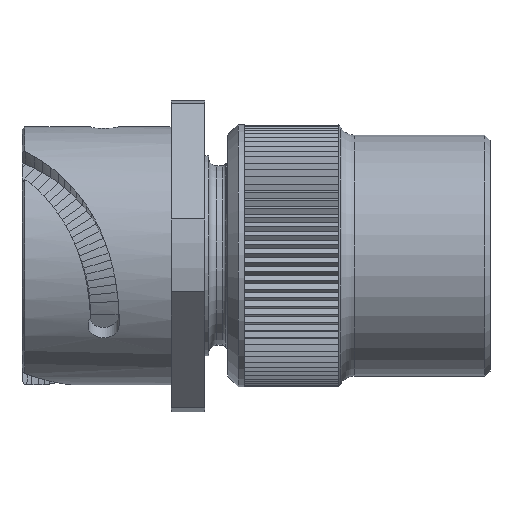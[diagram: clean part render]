
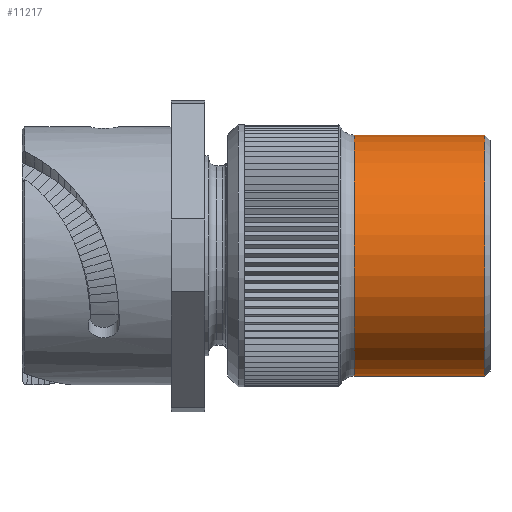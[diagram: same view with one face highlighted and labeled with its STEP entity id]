
A CAD part, top view. The second image highlights one B-rep face of the part: STEP entity #11217.
In plain terms, the highlighted cylindrical face has radius 11.5 mm (diameter 23 mm), a partial arc.
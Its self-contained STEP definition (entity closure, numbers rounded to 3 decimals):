
#45=CARTESIAN_POINT('',(24.5,0.,0.));
#46=DIRECTION('',(1.,0.,0.));
#47=DIRECTION('',(0.,1.,0.));
#48=AXIS2_PLACEMENT_3D('',#45,#46,#47);
#50=DIRECTION('',(-1.,0.,0.));
#51=VECTOR('',#50,12.457);
#52=CARTESIAN_POINT('',(24.5,11.5,0.));
#53=LINE('952',#52,#51);
#54=DIRECTION('',(-1.,0.,0.));
#55=VECTOR('',#54,12.457);
#56=CARTESIAN_POINT('',(24.5,-11.5,0.));
#57=LINE('954',#56,#55);
#78=CARTESIAN_POINT('',(12.043,0.,0.));
#79=DIRECTION('',(1.,0.,0.));
#80=DIRECTION('',(0.,1.,0.));
#81=AXIS2_PLACEMENT_3D('',#78,#79,#80);
#8889=CARTESIAN_POINT('',(24.5,11.5,0.));
#8890=CARTESIAN_POINT('',(12.043,11.5,0.));
#8891=VERTEX_POINT('',#8889);
#8892=VERTEX_POINT('',#8890);
#8897=CARTESIAN_POINT('',(24.5,-11.5,0.));
#8898=CARTESIAN_POINT('',(12.043,-11.5,0.));
#8899=VERTEX_POINT('',#8897);
#8900=VERTEX_POINT('',#8898);
#11203=CARTESIAN_POINT('',(-1.25,0.,0.));
#11204=DIRECTION('',(1.,0.,0.));
#11205=DIRECTION('',(0.,-1.,0.));
#11206=AXIS2_PLACEMENT_3D('',#11203,#11204,#11205);
#11207=CYLINDRICAL_SURFACE('246',#11206,11.5);
#11209=ORIENTED_EDGE('952',*,*,#11208,.F.);
#11210=ORIENTED_EDGE('997',*,*,#11191,.T.);
#11212=ORIENTED_EDGE('954',*,*,#11211,.T.);
#11214=ORIENTED_EDGE('990',*,*,#11213,.F.);
#11215=EDGE_LOOP('246',(#11209,#11210,#11212,#11214));
#11216=FACE_OUTER_BOUND('246',#11215,.F.);
#49=CIRCLE('997',#48,11.5);
#82=CIRCLE('990',#81,11.5);
#11191=EDGE_CURVE('997',#8891,#8899,#49,.T.);
#11208=EDGE_CURVE('952',#8891,#8892,#53,.T.);
#11211=EDGE_CURVE('954',#8899,#8900,#57,.T.);
#11213=EDGE_CURVE('990',#8892,#8900,#82,.T.);
#11217=ADVANCED_FACE('246',(#11216),#11207,.T.);
